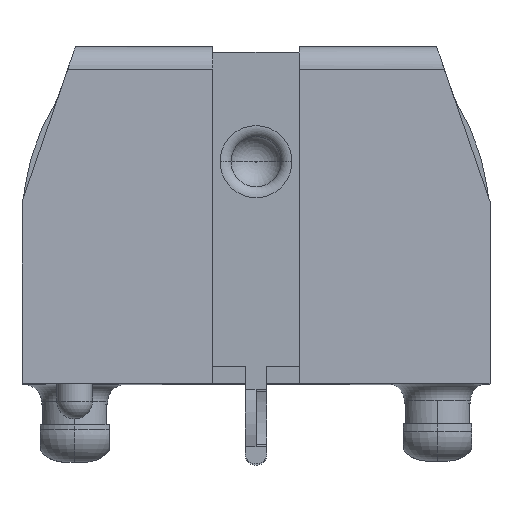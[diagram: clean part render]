
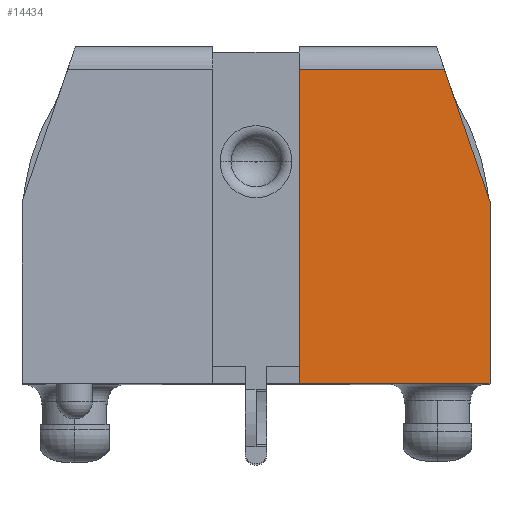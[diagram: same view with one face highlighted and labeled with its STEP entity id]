
A CAD part, top view. The second image highlights one B-rep face of the part: STEP entity #14434.
In plain terms, the highlighted planar face has unit normal (0, 0.018, 1).
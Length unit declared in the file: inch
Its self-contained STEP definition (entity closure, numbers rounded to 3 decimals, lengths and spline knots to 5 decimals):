
#354 = CARTESIAN_POINT ( 'NONE',  ( 0.4065, -0.068, 0.89 ) ) ;
#1485 = VECTOR ( 'NONE', #24742, 39.37008 ) ;
#3236 = VERTEX_POINT ( 'NONE', #16213 ) ;
#4070 = CARTESIAN_POINT ( 'NONE',  ( 0.075, 0.5457, 0.87929 ) ) ;
#4148 = CARTESIAN_POINT ( 'NONE',  ( 0.43825, 0.22278, 0.88492 ) ) ;
#5148 = CARTESIAN_POINT ( 'NONE',  ( 0.32706, 0.5457, 0.87929 ) ) ;
#5965 = VERTEX_POINT ( 'NONE', #17825 ) ;
#6258 = ORIENTED_EDGE ( 'NONE', *, *, #12717, .T. ) ;
#7242 = VECTOR ( 'NONE', #30014, 39.37008 ) ;
#8531 = CARTESIAN_POINT ( 'NONE',  ( -0.4065, 0., 0.88881 ) ) ;
#9399 = CARTESIAN_POINT ( 'NONE',  ( -0.4065, -0.068, 0.89 ) ) ;
#11099 = DIRECTION ( 'NONE',  ( -1., 0., 0. ) ) ;
#11746 = DIRECTION ( 'NONE',  ( 0., -1., 0.017 ) ) ;
#11880 = EDGE_LOOP ( 'NONE', ( #24118, #6258, #24526, #19162, #22576 ) ) ;
#12031 = DIRECTION ( 'NONE',  ( 0., -1., 0.017 ) ) ;
#12717 = EDGE_CURVE ( 'NONE', #13241, #3236, #27887, .T. ) ;
#13241 = VERTEX_POINT ( 'NONE', #5148 ) ;
#13740 = VECTOR ( 'NONE', #20336, 39.37008 ) ;
#14434 = ADVANCED_FACE ( 'NONE', ( #14771 ), #15690, .T. ) ;
#14771 = FACE_OUTER_BOUND ( 'NONE', #11880, .T. ) ;
#14849 = VERTEX_POINT ( 'NONE', #25781 ) ;
#15690 = PLANE ( 'NONE',  #17097 ) ;
#16213 = CARTESIAN_POINT ( 'NONE',  ( 0.075, 0.5457, 0.87929 ) ) ;
#16643 = CARTESIAN_POINT ( 'NONE',  ( 0.4065, 0., 0.88881 ) ) ;
#17097 = AXIS2_PLACEMENT_3D ( 'NONE', #9399, #25611, #11746 ) ;
#17825 = CARTESIAN_POINT ( 'NONE',  ( 0.075, 0., 0.88881 ) ) ;
#18561 = EDGE_CURVE ( 'NONE', #14849, #28068, #26879, .T. ) ;
#18666 = CARTESIAN_POINT ( 'NONE',  ( 0.075, -0.068, 0.89 ) ) ;
#19162 = ORIENTED_EDGE ( 'NONE', *, *, #26751, .F. ) ;
#19901 = LINE ( 'NONE', #4148, #13740 ) ;
#19910 = EDGE_CURVE ( 'NONE', #5965, #3236, #25704, .T. ) ;
#20187 = EDGE_CURVE ( 'NONE', #13241, #14849, #19901, .T. ) ;
#20336 = DIRECTION ( 'NONE',  ( 0.326, -0.945, 0.017 ) ) ;
#20989 = VECTOR ( 'NONE', #11099, 39.37008 ) ;
#22576 = ORIENTED_EDGE ( 'NONE', *, *, #18561, .F. ) ;
#24118 = ORIENTED_EDGE ( 'NONE', *, *, #20187, .F. ) ;
#24526 = ORIENTED_EDGE ( 'NONE', *, *, #19910, .F. ) ;
#24742 = DIRECTION ( 'NONE',  ( -1., 0., 0. ) ) ;
#25611 = DIRECTION ( 'NONE',  ( 0., 0.017, 1. ) ) ;
#25704 = LINE ( 'NONE', #18666, #7242 ) ;
#25781 = CARTESIAN_POINT ( 'NONE',  ( 0.4065, 0.315, 0.88331 ) ) ;
#26133 = VECTOR ( 'NONE', #12031, 39.37008 ) ;
#26156 = LINE ( 'NONE', #8531, #1485 ) ;
#26751 = EDGE_CURVE ( 'NONE', #28068, #5965, #26156, .T. ) ;
#26879 = LINE ( 'NONE', #354, #26133 ) ;
#27887 = LINE ( 'NONE', #4070, #20989 ) ;
#28068 = VERTEX_POINT ( 'NONE', #16643 ) ;
#30014 = DIRECTION ( 'NONE',  ( 0., 1., -0.017 ) ) ;
